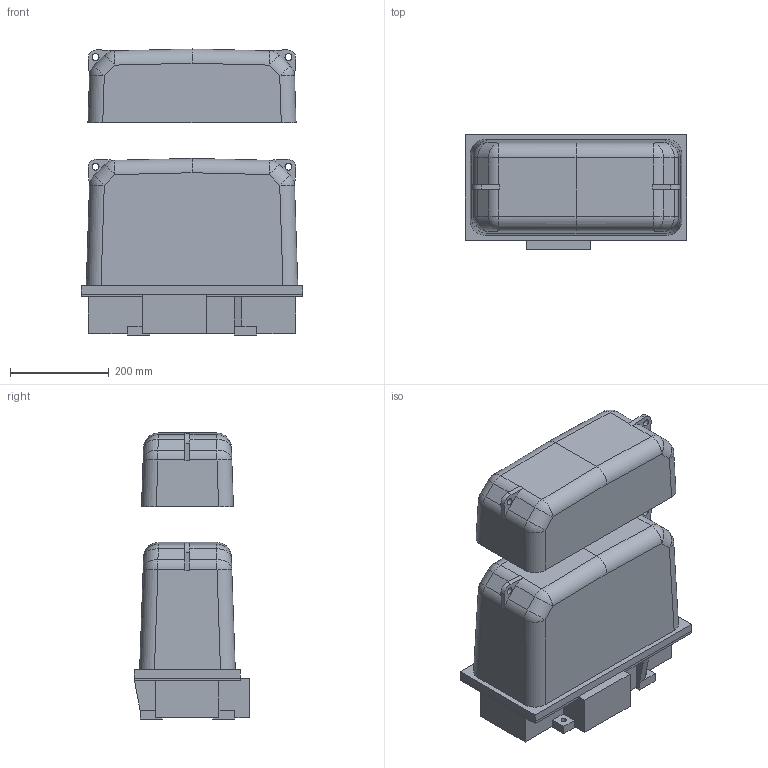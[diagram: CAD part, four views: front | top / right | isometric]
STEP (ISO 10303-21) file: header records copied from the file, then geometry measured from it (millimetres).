
FILE_DESCRIPTION(/* description */ (''),/* implementation_level */ '2;1');
FILE_NAME(/* name */ 'MS3-50HZ',/* time_stamp */ '2020-10-01T11:58:07+02:00',/* author */ (''),/* organization */ (''),/* preprocessor_version */ 'ST-DEVELOPER v16.5',/* originating_system */ 'HiCAD 2019 2402.2 Build 521',/* authorisation */ '');
FILE_SCHEMA (('AUTOMOTIVE_DESIGN { 1 0 10303 214 1 1 1 1 }'));
Length unit declared in the file: millimetre
Products named in the file (9): Root; Hauptbaugruppe_Baugruppe; MS 3_Baugruppe; 0052543_MAGNETANTRIEB; MS3-4_Baugruppe; Haube MS 3 + 4; SP 50Hz; Grundplatte MS 3 + 4; HAUBENAUSBAUMAß
Assembly tree (8 placements, depth 6):
  Root
    Hauptbaugruppe_Baugruppe
      MS 3_Baugruppe
        0052543_MAGNETANTRIEB
          MS3-4_Baugruppe
            Haube MS 3 + 4
            SP 50Hz
            Grundplatte MS 3 + 4
          HAUBENAUSBAUMAß
Bounding box: 450 x 233.5 x 580 mm (x, y, z)
Volume: 5332798.7 mm3; surface area: 1489159.4 mm2
Topology: 3 solids, 5 shells, 232 faces, 586 edges, 363 vertices
Faces by surface type: plane 128, cylinder 79, sphere 25
Full cylindrical faces by diameter (mm): 2 x1, 11 x4, 14 x4
Entity records: 12431 total; most frequent: DIRECTION 1222, CARTESIAN_POINT 1179, PRESENTATION_STYLE_ASSIGNMENT 1140, DRAUGHTING_PRE_DEFINED_CURVE_FONT 1136, CURVE_STYLE 1136, OVER_RIDING_STYLED_ITEM 1136, ORIENTED_EDGE 1136, COLOUR_RGB 908
